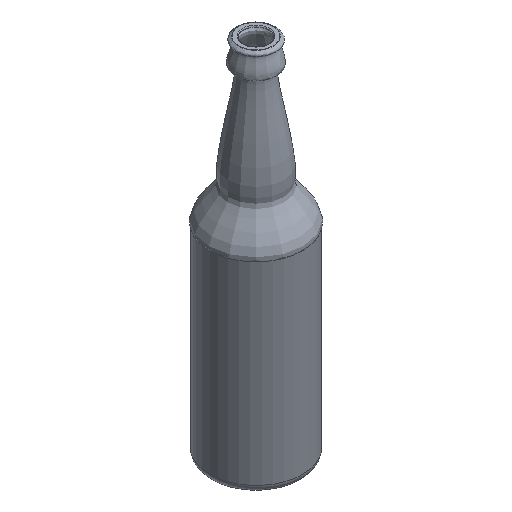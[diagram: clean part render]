
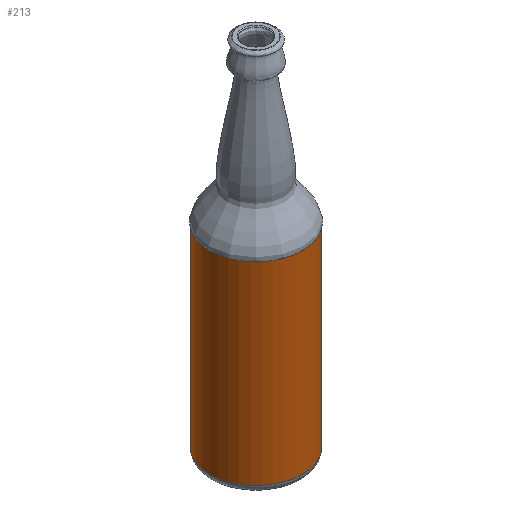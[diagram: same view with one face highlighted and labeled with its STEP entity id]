
A CAD part, isometric view. The second image highlights one B-rep face of the part: STEP entity #213.
In plain terms, the highlighted cylindrical face has radius 30 mm (diameter 60 mm), a full revolution.
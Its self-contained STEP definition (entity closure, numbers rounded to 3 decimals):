
#24=LINE('',#2719,#26);
#26=VECTOR('',#291,30.);
#28=CYLINDRICAL_SURFACE('',#245,30.);
#56=FACE_OUTER_BOUND('',#72,.T.);
#72=EDGE_LOOP('',(#188,#189,#190,#191,#192));
#93=CIRCLE('',#241,30.);
#96=CIRCLE('',#246,30.);
#97=CIRCLE('',#247,30.);
#110=VERTEX_POINT('',#2708);
#112=VERTEX_POINT('',#2715);
#113=VERTEX_POINT('',#2716);
#135=EDGE_CURVE('',#110,#110,#93,.T.);
#138=EDGE_CURVE('',#112,#113,#96,.T.);
#139=EDGE_CURVE('',#113,#112,#97,.T.);
#140=EDGE_CURVE('',#113,#110,#24,.T.);
#188=ORIENTED_EDGE('',*,*,#138,.F.);
#189=ORIENTED_EDGE('',*,*,#139,.F.);
#190=ORIENTED_EDGE('',*,*,#140,.T.);
#191=ORIENTED_EDGE('',*,*,#135,.F.);
#192=ORIENTED_EDGE('',*,*,#140,.F.);
#213=ADVANCED_FACE('',(#56),#28,.T.);
#241=AXIS2_PLACEMENT_3D('',#2709,#277,#278);
#245=AXIS2_PLACEMENT_3D('',#2714,#285,#286);
#246=AXIS2_PLACEMENT_3D('',#2717,#287,#288);
#247=AXIS2_PLACEMENT_3D('',#2718,#289,#290);
#277=DIRECTION('center_axis',(0.,0.,-1.));
#278=DIRECTION('ref_axis',(-1.,0.,0.));
#285=DIRECTION('center_axis',(0.,0.,1.));
#286=DIRECTION('ref_axis',(1.,0.,0.));
#287=DIRECTION('center_axis',(0.,0.,1.));
#288=DIRECTION('ref_axis',(1.,0.,0.));
#289=DIRECTION('center_axis',(0.,0.,1.));
#290=DIRECTION('ref_axis',(1.,0.,0.));
#291=DIRECTION('',(0.,0.,-1.));
#2708=CARTESIAN_POINT('',(-30.,0.,5.));
#2709=CARTESIAN_POINT('Origin',(0.,0.,5.));
#2714=CARTESIAN_POINT('Origin',(0.,0.,65.));
#2715=CARTESIAN_POINT('',(30.,0.,130.));
#2716=CARTESIAN_POINT('',(-30.,0.,130.));
#2717=CARTESIAN_POINT('Origin',(0.,0.,130.));
#2718=CARTESIAN_POINT('Origin',(0.,0.,130.));
#2719=CARTESIAN_POINT('',(-30.,0.,65.));
